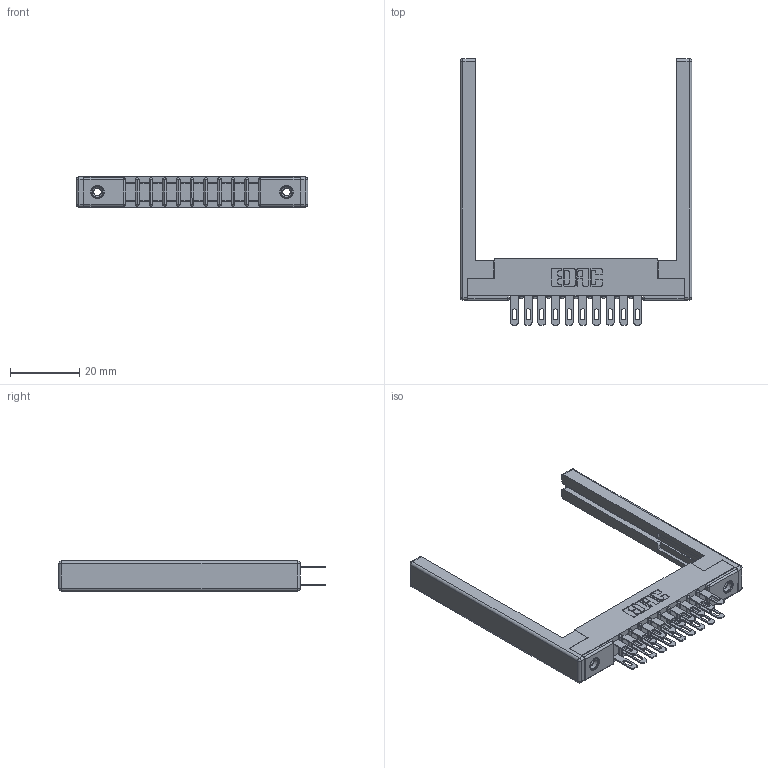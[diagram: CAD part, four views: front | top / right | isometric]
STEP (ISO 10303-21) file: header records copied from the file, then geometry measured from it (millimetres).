
FILE_DESCRIPTION (( 'STEP AP203' ), '1' );
FILE_NAME ('307-020-400-268.STEP', '2020-09-28T19:39:12', ( '' ), ( '' ), 'SwSTEP 2.0', 'SolidWorks 2020', '' );
FILE_SCHEMA (( 'CONFIG_CONTROL_DESIGN' ));
Length unit declared in the file: inch
Products named in the file (5): 307-020-400-268; 307 Part_.156 Dia Mounting Holes; 307-220-068; 307-290-001_500; 345-250-001_345-250-001-102
Assembly tree (25 placements, depth 2):
  307-020-400-268
    307 Part_.156 Dia Mounting Holes
    307-290-001_500  x20
    307-220-068  x2
    345-250-001_345-250-001-102  x2
Bounding box: 67.06 x 77.14 x 8.71 mm (x, y, z)
Volume: 9006.3 mm3; surface area: 11586.7 mm2
Topology: 25 solids, 25 shells, 1203 faces, 3313 edges, 2130 vertices
Faces by surface type: plane 758, cylinder 399, sphere 30, cone 12, torus 4
Entity records: 15571 total; most frequent: CARTESIAN_POINT 2531, DIRECTION 2510, ORIENTED_EDGE 2496, EDGE_CURVE 1248, LINE 940, VECTOR 940, VERTEX_POINT 806, AXIS2_PLACEMENT_3D 785
